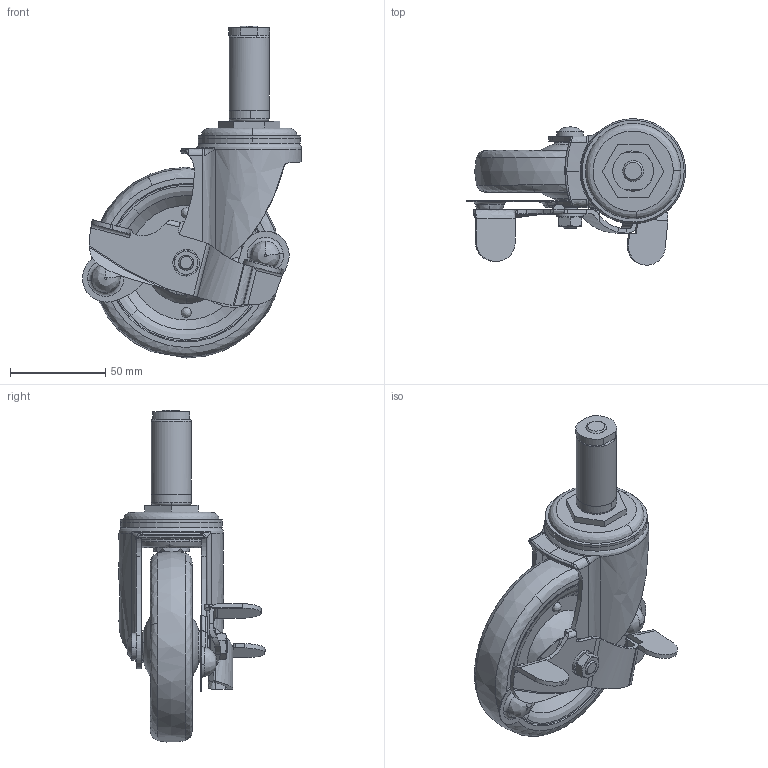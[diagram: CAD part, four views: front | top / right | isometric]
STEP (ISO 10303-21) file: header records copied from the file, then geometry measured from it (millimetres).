
FILE_DESCRIPTION((''),'2;1');
FILE_NAME('','2005-12-15T16:34:07',(''),(''),'','CADfix','');
FILE_SCHEMA(('AUTOMOTIVE_DESIGN'));
Length unit declared in the file: millimetre
Products named in the file (7): wheel; plate; main shaft; lever; body; axle; No_207S_d21_21928_36
Assembly tree (6 placements, depth 2):
  No_207S_d21_21928_36
    wheel
    plate
    main shaft
    lever
    body
    axle
Bounding box: 114.7 x 76.54 x 173.9 mm (x, y, z)
Volume: 210920.9 mm3; surface area: 68523.5 mm2
Topology: 6 solids, 6 shells, 377 faces, 1114 edges, 783 vertices
Faces by surface type: bspline 377
Entity records: 17079 total; most frequent: CARTESIAN_POINT 10975, ORIENTED_EDGE 2228, EDGE_CURVE 1114, VERTEX_POINT 783, EDGE_LOOP 423, FACE_OUTER_BOUND 377, ADVANCED_FACE 377, QUASI_UNIFORM_CURVE 292
